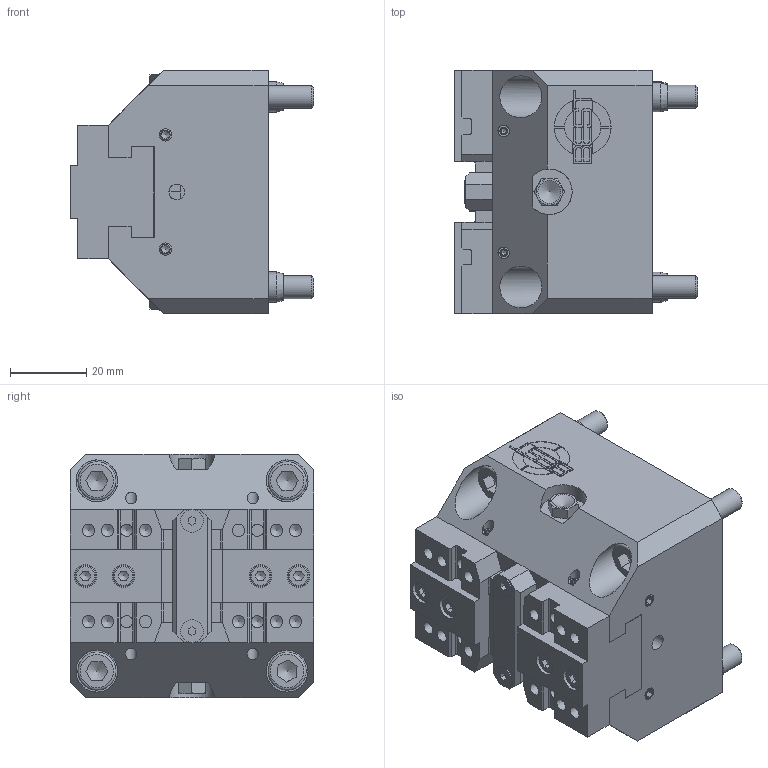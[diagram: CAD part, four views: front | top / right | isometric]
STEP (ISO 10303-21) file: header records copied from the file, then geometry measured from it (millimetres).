
FILE_DESCRIPTION(/* description */ ('Pneum. Zentrischspanner BSP-64'),/* implementation_level */ '2;1');
FILE_NAME(/* name */ '150-0064-001-Kunde (verstellbar).stp',/* time_stamp */ '2021-05-21T13:24:33+02:00',/* author */ ('adam'),/* organization */ (''),/* preprocessor_version */ 'ST-DEVELOPER v18.1',/* originating_system */ 'Autodesk Inventor 2021',/* authorisation */ '');
FILE_SCHEMA (('AUTOMOTIVE_DESIGN { 1 0 10303 214 3 1 1 }'));
Length unit declared in the file: millimetre
Products named in the file (3): 150-0064-001-Kunde (verstellbar); 150-0064-001-Basis (verstellbar); 150-0064-001-Backe (verstellbar)
Assembly tree (3 placements, depth 2):
  150-0064-001-Kunde (verstellbar)
    150-0064-001-Basis (verstellbar)
    150-0064-001-Backe (verstellbar)  x2
Bounding box: 64 x 64 x 64 mm (x, y, z)
Volume: 168228.4 mm3; surface area: 39753.6 mm2
Topology: 3 solids, 12 shells, 792 faces, 2022 edges, 1299 vertices
Faces by surface type: plane 503, cylinder 183, cone 90, torus 16
Full cylindrical faces by diameter (mm): 2.013 x12, 2.459 x4, 3.242 x24, 4 x2, 4.134 x3, 5.5 x4, 6 x10, 6.6 x4, 7 x4, 7.5 x4, 8 x2, 10 x4, 11 x4
Entity records: 21764 total; most frequent: CARTESIAN_POINT 4164, ORIENTED_EDGE 3500, DIRECTION 3433, EDGE_CURVE 1750, AXIS2_PLACEMENT_3D 1166, VERTEX_POINT 1141, LINE 1101, VECTOR 1101
